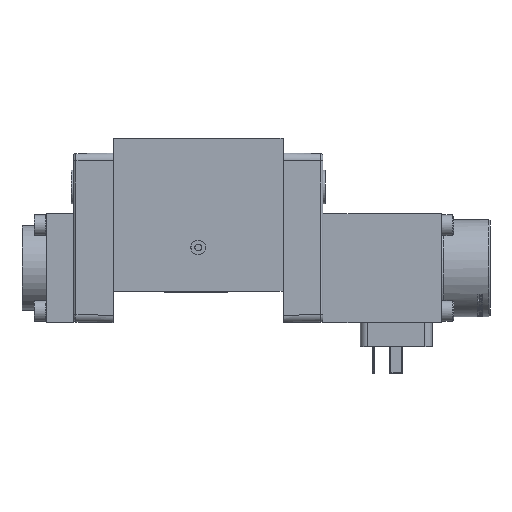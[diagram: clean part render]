
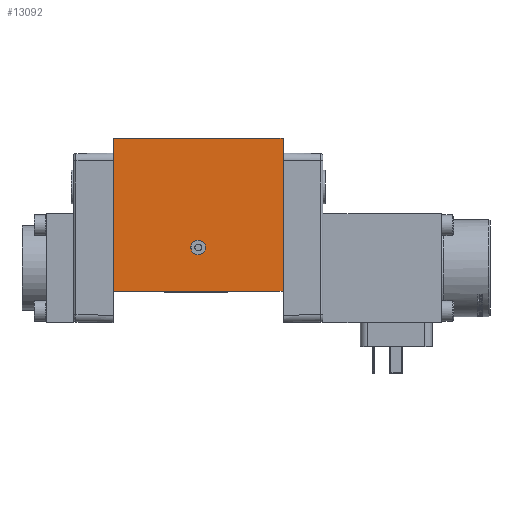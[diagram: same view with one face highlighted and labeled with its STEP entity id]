
A CAD part, top view. The second image highlights one B-rep face of the part: STEP entity #13092.
In plain terms, the highlighted planar face has unit normal (0, 0, 1).
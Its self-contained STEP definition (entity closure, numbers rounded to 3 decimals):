
#2172 = DIRECTION ( 'NONE',  ( 1., 0., 0. ) ) ;
#2238 = DIRECTION ( 'NONE',  ( 0., 1., 0. ) ) ;
#2921 = CARTESIAN_POINT ( 'NONE',  ( 0., 63., 0. ) ) ;
#5022 = VECTOR ( 'NONE', #50211, 1000. ) ;
#6907 = VERTEX_POINT ( 'NONE', #27534 ) ;
#7823 = VERTEX_POINT ( 'NONE', #14994 ) ;
#8288 = LINE ( 'NONE', #15505, #5022 ) ;
#9420 = EDGE_CURVE ( 'NONE', #7823, #21795, #14369, .T. ) ;
#9757 = AXIS2_PLACEMENT_3D ( 'NONE', #40872, #25075, #15713 ) ;
#13092 = ADVANCED_FACE ( 'NONE', ( #25239, #17495 ), #29908, .F. ) ;
#13805 = CARTESIAN_POINT ( 'NONE',  ( 0., 0., 0. ) ) ;
#14003 = ORIENTED_EDGE ( 'NONE', *, *, #46715, .F. ) ;
#14369 = LINE ( 'NONE', #46769, #37639 ) ;
#14994 = CARTESIAN_POINT ( 'NONE',  ( 70., 63., 0. ) ) ;
#15505 = CARTESIAN_POINT ( 'NONE',  ( 0., 0., 0. ) ) ;
#15713 = DIRECTION ( 'NONE',  ( 1., 0., 0. ) ) ;
#15854 = AXIS2_PLACEMENT_3D ( 'NONE', #25785, #46208, #30169 ) ;
#17495 = FACE_BOUND ( 'NONE', #24278, .T. ) ;
#18145 = EDGE_LOOP ( 'NONE', ( #38700, #44258, #28751, #14003 ) ) ;
#18174 = CARTESIAN_POINT ( 'NONE',  ( 0., 0., 0. ) ) ;
#18514 = DIRECTION ( 'NONE',  ( 0., -1., 0. ) ) ;
#21795 = VERTEX_POINT ( 'NONE', #43019 ) ;
#22041 = CIRCLE ( 'NONE', #9757, 3.03 ) ;
#23410 = EDGE_CURVE ( 'NONE', #21795, #33334, #8288, .T. ) ;
#24278 = EDGE_LOOP ( 'NONE', ( #35141 ) ) ;
#25075 = DIRECTION ( 'NONE',  ( 0., 0., 1. ) ) ;
#25239 = FACE_OUTER_BOUND ( 'NONE', #18145, .T. ) ;
#25785 = CARTESIAN_POINT ( 'NONE',  ( 0., 63., 0. ) ) ;
#27212 = LINE ( 'NONE', #35271, #50022 ) ;
#27534 = CARTESIAN_POINT ( 'NONE',  ( 38.03, 18., 0. ) ) ;
#28751 = ORIENTED_EDGE ( 'NONE', *, *, #49056, .F. ) ;
#29908 = PLANE ( 'NONE',  #15854 ) ;
#30169 = DIRECTION ( 'NONE',  ( -1., 0., 0. ) ) ;
#33334 = VERTEX_POINT ( 'NONE', #13805 ) ;
#35141 = ORIENTED_EDGE ( 'NONE', *, *, #35535, .F. ) ;
#35271 = CARTESIAN_POINT ( 'NONE',  ( 0., 63., 0. ) ) ;
#35535 = EDGE_CURVE ( 'NONE', #6907, #6907, #22041, .T. ) ;
#37639 = VECTOR ( 'NONE', #18514, 1000. ) ;
#38700 = ORIENTED_EDGE ( 'NONE', *, *, #23410, .F. ) ;
#39614 = VECTOR ( 'NONE', #2238, 1000. ) ;
#40872 = CARTESIAN_POINT ( 'NONE',  ( 35., 18., 0. ) ) ;
#42107 = VERTEX_POINT ( 'NONE', #2921 ) ;
#43019 = CARTESIAN_POINT ( 'NONE',  ( 70., 0., 0. ) ) ;
#44258 = ORIENTED_EDGE ( 'NONE', *, *, #9420, .F. ) ;
#46208 = DIRECTION ( 'NONE',  ( 0., 0., -1. ) ) ;
#46715 = EDGE_CURVE ( 'NONE', #33334, #42107, #47185, .T. ) ;
#46769 = CARTESIAN_POINT ( 'NONE',  ( 70., 0., 0. ) ) ;
#47185 = LINE ( 'NONE', #18174, #39614 ) ;
#49056 = EDGE_CURVE ( 'NONE', #42107, #7823, #27212, .T. ) ;
#50022 = VECTOR ( 'NONE', #2172, 1000. ) ;
#50211 = DIRECTION ( 'NONE',  ( -1., 0., 0. ) ) ;
